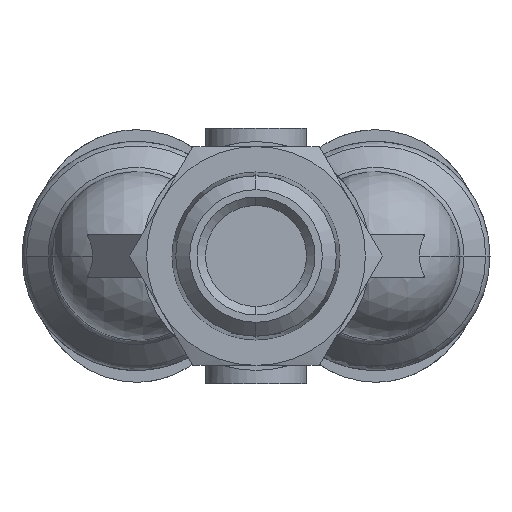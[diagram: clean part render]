
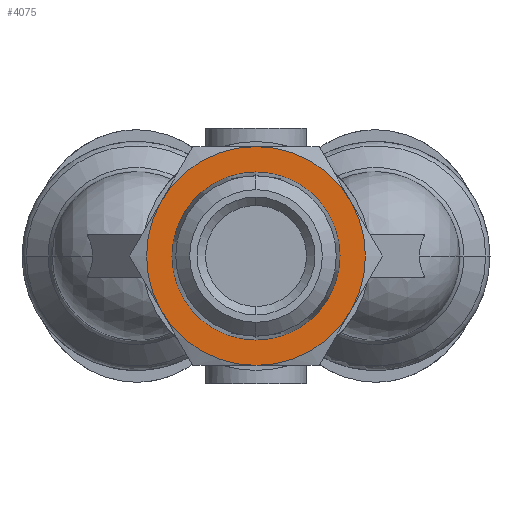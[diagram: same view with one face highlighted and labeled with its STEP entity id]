
A CAD part, front view. The second image highlights one B-rep face of the part: STEP entity #4075.
In plain terms, the highlighted face is planar.
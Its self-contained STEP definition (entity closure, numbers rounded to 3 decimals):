
#3165=CARTESIAN_POINT('',(-28.472,-4.99,7.1));
#3166=VERTEX_POINT('',#3165);
#3182=CARTESIAN_POINT('',(-28.472,4.99,7.1));
#3183=VERTEX_POINT('',#3182);
#3190=CARTESIAN_POINT('',(-28.472,0.,7.1));
#3191=DIRECTION('',(1.0,0.0,0.));
#3192=DIRECTION('',(0.0,-1.0,0.0));
#3193=AXIS2_PLACEMENT_3D('',#3190,#3191,#3192);
#3194=CIRCLE('',#3193,4.99);
#3195=EDGE_CURVE('',#3166,#3183,#3194,.T.);
#3381=CARTESIAN_POINT('',(-28.472,-3.25,1.471));
#3382=VERTEX_POINT('',#3381);
#3396=CARTESIAN_POINT('',(-28.472,-6.5,7.1));
#3397=VERTEX_POINT('',#3396);
#3411=CARTESIAN_POINT('',(-28.472,0.,7.1));
#3412=DIRECTION('',(-1.0,0.0,0.));
#3413=DIRECTION('',(0.0,-1.0,0.0));
#3414=AXIS2_PLACEMENT_3D('',#3411,#3412,#3413);
#3415=CIRCLE('',#3414,6.5);
#3416=EDGE_CURVE('',#3382,#3397,#3415,.T.);
#3428=CARTESIAN_POINT('',(-28.472,3.25,1.471));
#3429=VERTEX_POINT('',#3428);
#3456=CARTESIAN_POINT('',(-28.472,0.,7.1));
#3457=DIRECTION('',(-1.0,0.0,0.));
#3458=DIRECTION('',(0.0,-1.0,0.0));
#3459=AXIS2_PLACEMENT_3D('',#3456,#3457,#3458);
#3460=CIRCLE('',#3459,6.5);
#3461=EDGE_CURVE('',#3429,#3382,#3460,.T.);
#3473=CARTESIAN_POINT('',(-28.472,6.5,7.1));
#3474=VERTEX_POINT('',#3473);
#3501=CARTESIAN_POINT('',(-28.472,0.,7.1));
#3502=DIRECTION('',(-1.0,0.0,0.));
#3503=DIRECTION('',(0.0,-1.0,0.0));
#3504=AXIS2_PLACEMENT_3D('',#3501,#3502,#3503);
#3505=CIRCLE('',#3504,6.5);
#3506=EDGE_CURVE('',#3474,#3429,#3505,.T.);
#3531=CARTESIAN_POINT('',(-28.472,3.25,12.729));
#3532=VERTEX_POINT('',#3531);
#3533=CARTESIAN_POINT('',(-28.472,0.,7.1));
#3534=DIRECTION('',(-1.0,0.0,0.));
#3535=DIRECTION('',(0.0,-1.0,0.0));
#3536=AXIS2_PLACEMENT_3D('',#3533,#3534,#3535);
#3537=CIRCLE('',#3536,6.5);
#3538=EDGE_CURVE('',#3532,#3474,#3537,.T.);
#3576=CARTESIAN_POINT('',(-28.472,-3.25,12.729));
#3577=VERTEX_POINT('',#3576);
#3578=CARTESIAN_POINT('',(-28.472,0.,7.1));
#3579=DIRECTION('',(-1.0,0.0,0.));
#3580=DIRECTION('',(0.0,-1.0,0.0));
#3581=AXIS2_PLACEMENT_3D('',#3578,#3579,#3580);
#3582=CIRCLE('',#3581,6.5);
#3583=EDGE_CURVE('',#3577,#3532,#3582,.T.);
#3621=CARTESIAN_POINT('',(-28.472,0.,7.1));
#3622=DIRECTION('',(-1.0,0.0,0.));
#3623=DIRECTION('',(0.0,-1.0,0.0));
#3624=AXIS2_PLACEMENT_3D('',#3621,#3622,#3623);
#3625=CIRCLE('',#3624,6.5);
#3626=EDGE_CURVE('',#3397,#3577,#3625,.T.);
#4013=CARTESIAN_POINT('',(-28.472,0.,7.1));
#4014=DIRECTION('',(1.0,0.0,0.));
#4015=DIRECTION('',(0.0,-1.0,0.0));
#4016=AXIS2_PLACEMENT_3D('',#4013,#4014,#4015);
#4017=CIRCLE('',#4016,4.99);
#4018=EDGE_CURVE('',#3183,#3166,#4017,.T.);
#4058=CARTESIAN_POINT('',(-28.472,0.,7.1));
#4059=DIRECTION('',(1.0,0.,0.));
#4060=DIRECTION('',(0.0,1.0,0.0));
#4061=AXIS2_PLACEMENT_3D('',#4058,#4059,#4060);
#4062=PLANE('',#4061);
#4063=ORIENTED_EDGE('',*,*,#3626,.T.);
#4064=ORIENTED_EDGE('',*,*,#3583,.T.);
#4065=ORIENTED_EDGE('',*,*,#3538,.T.);
#4066=ORIENTED_EDGE('',*,*,#3506,.T.);
#4067=ORIENTED_EDGE('',*,*,#3461,.T.);
#4068=ORIENTED_EDGE('',*,*,#3416,.T.);
#4069=EDGE_LOOP('',(#4063,#4064,#4065,#4066,#4067,#4068));
#4070=FACE_OUTER_BOUND('',#4069,.T.);
#4071=ORIENTED_EDGE('',*,*,#3195,.T.);
#4072=ORIENTED_EDGE('',*,*,#4018,.T.);
#4073=EDGE_LOOP('',(#4071,#4072));
#4074=FACE_BOUND('',#4073,.T.);
#4075=ADVANCED_FACE('',(#4070,#4074),#4062,.F.);
